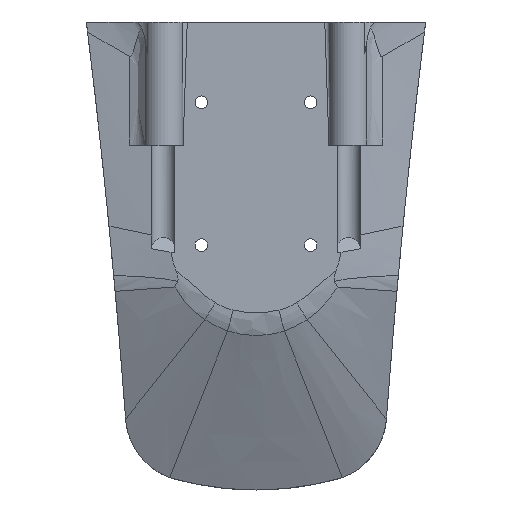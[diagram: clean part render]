
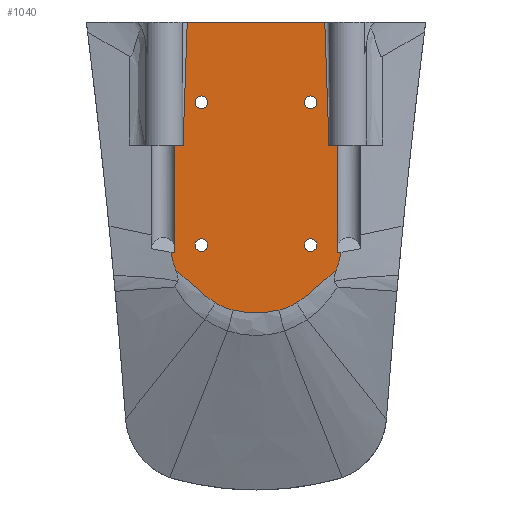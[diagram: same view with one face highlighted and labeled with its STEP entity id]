
A CAD part, front view. The second image highlights one B-rep face of the part: STEP entity #1040.
In plain terms, the highlighted planar face has unit normal (0, -1, 0).
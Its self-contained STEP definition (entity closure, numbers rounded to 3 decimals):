
#85=FACE_BOUND('',#163,.T.);
#86=FACE_BOUND('',#164,.T.);
#87=FACE_BOUND('',#165,.T.);
#88=FACE_BOUND('',#166,.T.);
#96=FACE_OUTER_BOUND('',#162,.T.);
#162=EDGE_LOOP('',(#710,#711,#712,#713,#714,#715,#716,#717,#718,#719,#720,
#721,#722,#723,#724,#725));
#163=EDGE_LOOP('',(#726));
#164=EDGE_LOOP('',(#727));
#165=EDGE_LOOP('',(#728));
#166=EDGE_LOOP('',(#729));
#241=CIRCLE('',#1134,32.5);
#242=CIRCLE('',#1135,32.5);
#243=CIRCLE('',#1136,2.381);
#244=CIRCLE('',#1137,2.381);
#245=CIRCLE('',#1138,2.381);
#246=CIRCLE('',#1139,2.381);
#282=B_SPLINE_CURVE_WITH_KNOTS('',3,(#1644,#1645,#1646,#1647),
 .UNSPECIFIED.,.F.,.F.,(4,4),(-30.5,-25.852),.UNSPECIFIED.);
#283=B_SPLINE_CURVE_WITH_KNOTS('',3,(#1657,#1658,#1659,#1660,#1661,#1662,
#1663,#1664,#1665),.UNSPECIFIED.,.F.,.F.,(4,1,1,1,2,4),(-1.716,
-1.372,-0.686,-0.343,0.,0.217),
 .UNSPECIFIED.);
#284=B_SPLINE_CURVE_WITH_KNOTS('',3,(#1667,#1668,#1669,#1670,#1671),
 .UNSPECIFIED.,.F.,.F.,(4,1,4),(-0.73,-0.314,0.),
 .UNSPECIFIED.);
#285=B_SPLINE_CURVE_WITH_KNOTS('',3,(#1673,#1674,#1675,#1676,#1677),
 .UNSPECIFIED.,.F.,.F.,(4,1,4),(-1.756,-0.753,-0.002),
 .UNSPECIFIED.);
#286=B_SPLINE_CURVE_WITH_KNOTS('',3,(#1679,#1680,#1681,#1682,#1683),
 .UNSPECIFIED.,.F.,.F.,(4,1,4),(-0.732,-0.314,-0.002),
 .UNSPECIFIED.);
#287=B_SPLINE_CURVE_WITH_KNOTS('',3,(#1685,#1686,#1687,#1688,#1689,#1690,
#1691,#1692,#1693),.UNSPECIFIED.,.F.,.F.,(4,2,1,1,1,4),(-1.933,
-1.716,-1.372,-1.029,-0.686,
0.),.UNSPECIFIED.);
#288=B_SPLINE_CURVE_WITH_KNOTS('',3,(#1702,#1703,#1704,#1705),
 .UNSPECIFIED.,.F.,.F.,(4,4),(25.852,30.5),.UNSPECIFIED.);
#338=LINE('',#1562,#381);
#340=LINE('',#1649,#383);
#341=LINE('',#1651,#384);
#342=LINE('',#1653,#385);
#343=LINE('',#1697,#386);
#344=LINE('',#1699,#387);
#345=LINE('',#1701,#388);
#381=VECTOR('',#1238,10.);
#383=VECTOR('',#1254,10.);
#384=VECTOR('',#1255,10.);
#385=VECTOR('',#1256,10.);
#386=VECTOR('',#1261,10.);
#387=VECTOR('',#1262,10.);
#388=VECTOR('',#1263,10.);
#428=VERTEX_POINT('',#1505);
#429=VERTEX_POINT('',#1561);
#438=VERTEX_POINT('',#1643);
#439=VERTEX_POINT('',#1648);
#440=VERTEX_POINT('',#1650);
#441=VERTEX_POINT('',#1652);
#442=VERTEX_POINT('',#1654);
#443=VERTEX_POINT('',#1656);
#444=VERTEX_POINT('',#1666);
#445=VERTEX_POINT('',#1672);
#446=VERTEX_POINT('',#1678);
#447=VERTEX_POINT('',#1684);
#448=VERTEX_POINT('',#1694);
#449=VERTEX_POINT('',#1696);
#450=VERTEX_POINT('',#1698);
#451=VERTEX_POINT('',#1700);
#452=VERTEX_POINT('',#1706);
#453=VERTEX_POINT('',#1708);
#454=VERTEX_POINT('',#1710);
#455=VERTEX_POINT('',#1712);
#535=EDGE_CURVE('',#429,#428,#338,.T.);
#545=EDGE_CURVE('',#438,#428,#282,.T.);
#546=EDGE_CURVE('',#438,#439,#340,.T.);
#547=EDGE_CURVE('',#439,#440,#341,.T.);
#548=EDGE_CURVE('',#441,#440,#342,.T.);
#549=EDGE_CURVE('',#441,#442,#241,.T.);
#550=EDGE_CURVE('',#443,#442,#283,.T.);
#551=EDGE_CURVE('',#444,#443,#284,.T.);
#552=EDGE_CURVE('',#445,#444,#285,.T.);
#553=EDGE_CURVE('',#446,#445,#286,.T.);
#554=EDGE_CURVE('',#447,#446,#287,.T.);
#555=EDGE_CURVE('',#447,#448,#242,.T.);
#556=EDGE_CURVE('',#449,#448,#343,.T.);
#557=EDGE_CURVE('',#449,#450,#344,.T.);
#558=EDGE_CURVE('',#450,#451,#345,.T.);
#559=EDGE_CURVE('',#429,#451,#288,.T.);
#560=EDGE_CURVE('',#452,#452,#243,.T.);
#561=EDGE_CURVE('',#453,#453,#244,.T.);
#562=EDGE_CURVE('',#454,#454,#245,.T.);
#563=EDGE_CURVE('',#455,#455,#246,.T.);
#710=ORIENTED_EDGE('',*,*,#535,.T.);
#711=ORIENTED_EDGE('',*,*,#545,.F.);
#712=ORIENTED_EDGE('',*,*,#546,.T.);
#713=ORIENTED_EDGE('',*,*,#547,.T.);
#714=ORIENTED_EDGE('',*,*,#548,.F.);
#715=ORIENTED_EDGE('',*,*,#549,.T.);
#716=ORIENTED_EDGE('',*,*,#550,.F.);
#717=ORIENTED_EDGE('',*,*,#551,.F.);
#718=ORIENTED_EDGE('',*,*,#552,.F.);
#719=ORIENTED_EDGE('',*,*,#553,.F.);
#720=ORIENTED_EDGE('',*,*,#554,.F.);
#721=ORIENTED_EDGE('',*,*,#555,.T.);
#722=ORIENTED_EDGE('',*,*,#556,.F.);
#723=ORIENTED_EDGE('',*,*,#557,.T.);
#724=ORIENTED_EDGE('',*,*,#558,.T.);
#725=ORIENTED_EDGE('',*,*,#559,.F.);
#726=ORIENTED_EDGE('',*,*,#560,.T.);
#727=ORIENTED_EDGE('',*,*,#561,.T.);
#728=ORIENTED_EDGE('',*,*,#562,.T.);
#729=ORIENTED_EDGE('',*,*,#563,.T.);
#1025=PLANE('',#1133);
#1040=ADVANCED_FACE('',(#96,#85,#86,#87,#88),#1025,.F.);
#1133=AXIS2_PLACEMENT_3D('',#1642,#1252,#1253);
#1134=AXIS2_PLACEMENT_3D('',#1655,#1257,#1258);
#1135=AXIS2_PLACEMENT_3D('',#1695,#1259,#1260);
#1136=AXIS2_PLACEMENT_3D('',#1707,#1264,#1265);
#1137=AXIS2_PLACEMENT_3D('',#1709,#1266,#1267);
#1138=AXIS2_PLACEMENT_3D('',#1711,#1268,#1269);
#1139=AXIS2_PLACEMENT_3D('',#1713,#1270,#1271);
#1238=DIRECTION('',(-1.,0.,0.));
#1252=DIRECTION('center_axis',(0.,1.,0.));
#1253=DIRECTION('ref_axis',(0.,0.,1.));
#1254=DIRECTION('',(-1.,0.,0.));
#1255=DIRECTION('',(0.,0.,-1.));
#1256=DIRECTION('',(1.,0.,0.));
#1257=DIRECTION('center_axis',(0.,-1.,0.));
#1258=DIRECTION('ref_axis',(-1.,0.,0.));
#1259=DIRECTION('center_axis',(0.,-1.,0.));
#1260=DIRECTION('ref_axis',(-1.,0.,0.));
#1261=DIRECTION('',(1.,0.,0.));
#1262=DIRECTION('',(0.,0.,1.));
#1263=DIRECTION('',(-1.,0.,0.));
#1264=DIRECTION('center_axis',(0.,1.,0.));
#1265=DIRECTION('ref_axis',(1.,0.,0.));
#1266=DIRECTION('center_axis',(0.,1.,0.));
#1267=DIRECTION('ref_axis',(1.,0.,0.));
#1268=DIRECTION('center_axis',(0.,1.,0.));
#1269=DIRECTION('ref_axis',(1.,0.,0.));
#1270=DIRECTION('center_axis',(0.,1.,0.));
#1271=DIRECTION('ref_axis',(1.,0.,0.));
#1505=CARTESIAN_POINT('',(-26.378,-4.,-93.517));
#1561=CARTESIAN_POINT('',(25.595,-4.,-93.517));
#1562=CARTESIAN_POINT('',(50.322,-4.,-93.517));
#1642=CARTESIAN_POINT('Origin',(-0.338,-4.,24.63));
#1643=CARTESIAN_POINT('',(-27.959,-4.,-140.));
#1644=CARTESIAN_POINT('Ctrl Pts',(-27.959,-4.,-140.));
#1645=CARTESIAN_POINT('Ctrl Pts',(-27.959,-4.,-124.506));
#1646=CARTESIAN_POINT('Ctrl Pts',(-27.219,-4.,-109.011));
#1647=CARTESIAN_POINT('Ctrl Pts',(-26.378,-4.,-93.517));
#1648=CARTESIAN_POINT('',(-31.004,-4.,-140.));
#1649=CARTESIAN_POINT('',(-17.881,-4.,-140.));
#1650=CARTESIAN_POINT('',(-31.004,-4.,-180.49));
#1651=CARTESIAN_POINT('',(-31.004,-4.,-147.5));
#1652=CARTESIAN_POINT('',(-32.495,-4.,-180.49));
#1653=CARTESIAN_POINT('',(-17.865,-4.,-180.49));
#1654=CARTESIAN_POINT('',(-30.655,-4.,-187.275));
#1655=CARTESIAN_POINT('Origin',(-0.392,-4.,-175.427));
#1656=CARTESIAN_POINT('',(-15.783,-4.,-199.571));
#1657=CARTESIAN_POINT('Ctrl Pts',(-15.783,-4.,-199.571));
#1658=CARTESIAN_POINT('Ctrl Pts',(-16.756,-4.,-198.97));
#1659=CARTESIAN_POINT('Ctrl Pts',(-19.586,-4.,-197.019));
#1660=CARTESIAN_POINT('Ctrl Pts',(-23.01,-4.,-193.976));
#1661=CARTESIAN_POINT('Ctrl Pts',(-26.321,-4.,-190.824));
#1662=CARTESIAN_POINT('Ctrl Pts',(-28.022,-4.,-189.292));
#1663=CARTESIAN_POINT('Ctrl Pts',(-29.476,-4.,-188.119));
#1664=CARTESIAN_POINT('Ctrl Pts',(-30.057,-4.,-187.685));
#1665=CARTESIAN_POINT('Ctrl Pts',(-30.655,-4.,-187.275));
#1666=CARTESIAN_POINT('',(-9.072,-4.,-202.372));
#1667=CARTESIAN_POINT('Ctrl Pts',(-9.072,-4.,-202.372));
#1668=CARTESIAN_POINT('Ctrl Pts',(-10.415,-4.,-202.022));
#1669=CARTESIAN_POINT('Ctrl Pts',(-12.723,-4.,-201.232));
#1670=CARTESIAN_POINT('Ctrl Pts',(-14.894,-4.,-200.12));
#1671=CARTESIAN_POINT('Ctrl Pts',(-15.783,-4.,-199.571));
#1672=CARTESIAN_POINT('',(8.289,-4.,-202.372));
#1673=CARTESIAN_POINT('Ctrl Pts',(8.289,-4.,-202.372));
#1674=CARTESIAN_POINT('Ctrl Pts',(5.05,-4.,-203.196));
#1675=CARTESIAN_POINT('Ctrl Pts',(-0.823,-4.,
-203.824));
#1676=CARTESIAN_POINT('Ctrl Pts',(-6.644,-4.,-202.99));
#1677=CARTESIAN_POINT('Ctrl Pts',(-9.072,-4.,-202.372));
#1678=CARTESIAN_POINT('',(15.,-4.,-199.571));
#1679=CARTESIAN_POINT('Ctrl Pts',(15.,-4.,-199.571));
#1680=CARTESIAN_POINT('Ctrl Pts',(13.814,-4.,-200.304));
#1681=CARTESIAN_POINT('Ctrl Pts',(11.613,-4.,-201.362));
#1682=CARTESIAN_POINT('Ctrl Pts',(9.294,-4.,-202.11));
#1683=CARTESIAN_POINT('Ctrl Pts',(8.289,-4.,-202.372));
#1684=CARTESIAN_POINT('',(29.872,-4.,-187.275));
#1685=CARTESIAN_POINT('Ctrl Pts',(29.872,-4.,-187.275));
#1686=CARTESIAN_POINT('Ctrl Pts',(29.274,-4.,-187.685));
#1687=CARTESIAN_POINT('Ctrl Pts',(28.693,-4.,-188.119));
#1688=CARTESIAN_POINT('Ctrl Pts',(27.239,-4.,-189.292));
#1689=CARTESIAN_POINT('Ctrl Pts',(25.539,-4.,-190.824));
#1690=CARTESIAN_POINT('Ctrl Pts',(23.053,-4.,-193.187));
#1691=CARTESIAN_POINT('Ctrl Pts',(19.672,-4.,-196.268));
#1692=CARTESIAN_POINT('Ctrl Pts',(16.946,-4.,-198.368));
#1693=CARTESIAN_POINT('Ctrl Pts',(15.,-4.,-199.571));
#1694=CARTESIAN_POINT('',(31.712,-4.,-180.49));
#1695=CARTESIAN_POINT('Origin',(-0.392,-4.,-175.427));
#1696=CARTESIAN_POINT('',(30.221,-4.,-180.49));
#1697=CARTESIAN_POINT('',(17.135,-4.,-180.49));
#1698=CARTESIAN_POINT('',(30.221,-4.,-140.));
#1699=CARTESIAN_POINT('',(30.221,-4.,-147.5));
#1700=CARTESIAN_POINT('',(27.175,-4.,-140.));
#1701=CARTESIAN_POINT('',(17.152,-4.,-140.));
#1702=CARTESIAN_POINT('Ctrl Pts',(25.595,-4.,-93.517));
#1703=CARTESIAN_POINT('Ctrl Pts',(26.436,-4.,-109.011));
#1704=CARTESIAN_POINT('Ctrl Pts',(27.175,-4.,-124.506));
#1705=CARTESIAN_POINT('Ctrl Pts',(27.175,-4.,-140.));
#1706=CARTESIAN_POINT('',(-23.41,-4.,-177.8));
#1707=CARTESIAN_POINT('Origin',(-21.029,-4.,-177.8));
#1708=CARTESIAN_POINT('',(17.865,-4.,-177.8));
#1709=CARTESIAN_POINT('Origin',(20.246,-4.,-177.8));
#1710=CARTESIAN_POINT('',(17.865,-4.,-123.825));
#1711=CARTESIAN_POINT('Origin',(20.246,-4.,-123.825));
#1712=CARTESIAN_POINT('',(-23.41,-4.,-123.825));
#1713=CARTESIAN_POINT('Origin',(-21.029,-4.,-123.825));
